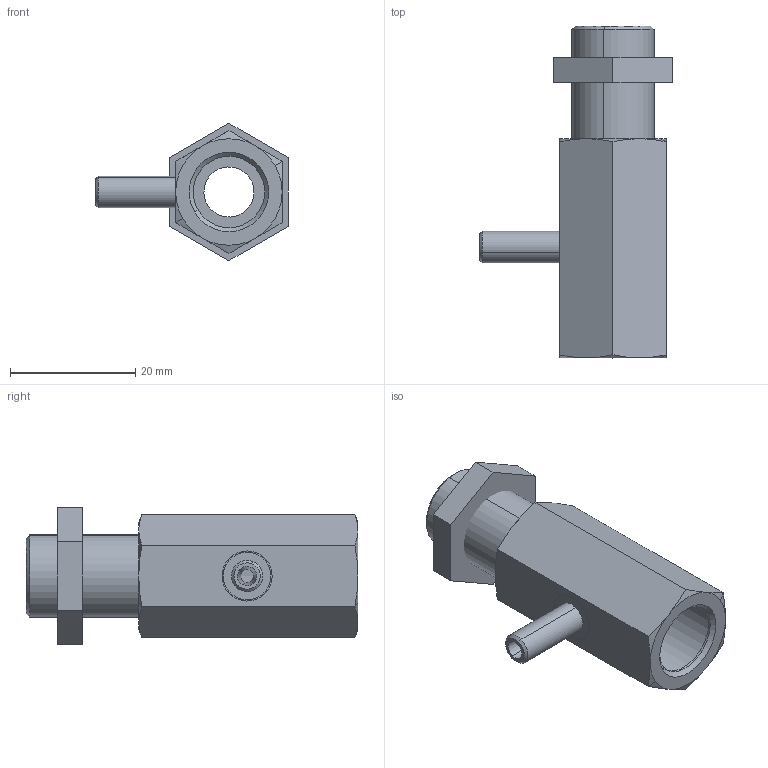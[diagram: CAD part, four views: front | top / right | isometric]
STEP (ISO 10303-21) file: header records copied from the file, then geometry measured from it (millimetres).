
FILE_DESCRIPTION(('STEP AP214'),'1');
FILE_NAME('COVAL_VR09M14.stp','2017-12-27T16:00:16',('TraceParts'),('TraceParts S.A.'),'Spatial InterOp 3D',' ',' ');
FILE_SCHEMA(('automotive_design'));
Length unit declared in the file: millimetre
Products named in the file (1): COVAL_VR09M14
Bounding box: 30.8 x 53 x 21.94 mm (x, y, z)
Volume: 5148.4 mm3; surface area: 6840.4 mm2
Topology: 4 solids, 4 shells, 146 faces, 347 edges, 222 vertices
Faces by surface type: plane 73, cone 28, bspline 23, cylinder 22
Entity records: 8085 total; most frequent: CARTESIAN_POINT 3647, ORIENTED_EDGE 694, DIRECTION 579, EDGE_CURVE 347, VERTEX_POINT 222, LINE 207, VECTOR 207, AXIS2_PLACEMENT_3D 186
